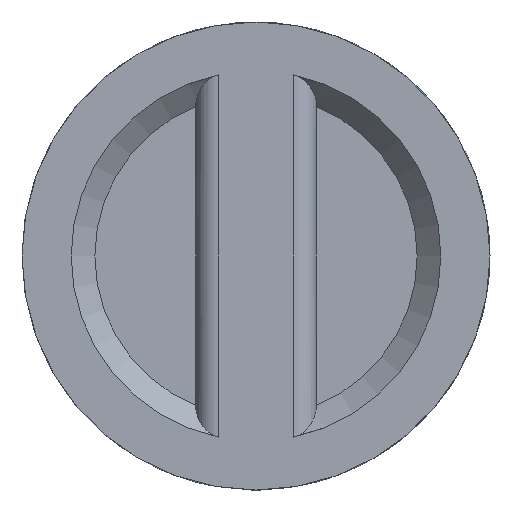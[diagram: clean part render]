
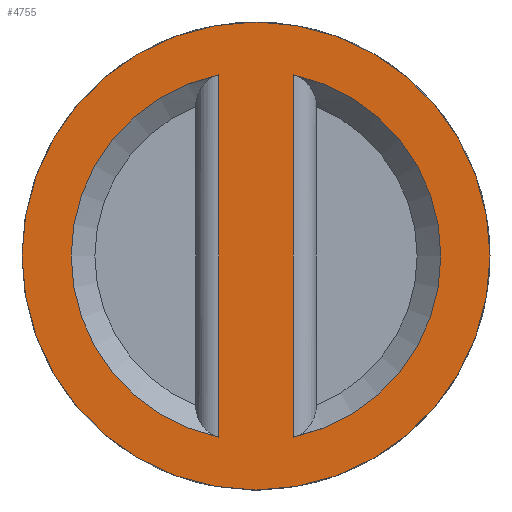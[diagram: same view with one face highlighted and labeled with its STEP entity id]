
A CAD part, left-side view. The second image highlights one B-rep face of the part: STEP entity #4755.
In plain terms, the highlighted planar face has unit normal (-1, 0, 0).
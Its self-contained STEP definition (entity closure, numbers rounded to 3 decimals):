
#4617=CARTESIAN_POINT('',(0.,-35.694,-169.278));
#4618=VERTEX_POINT('',#4617);
#4619=CARTESIAN_POINT('',(0.,-35.,-169.423));
#4620=VERTEX_POINT('',#4619);
#4621=CARTESIAN_POINT('',(0.0,0.0,0.0));
#4622=DIRECTION('',(1.0,0.0,0.0));
#4623=DIRECTION('',(0.0,1.0,0.0));
#4624=AXIS2_PLACEMENT_3D('',#4621,#4622,#4623);
#4625=CIRCLE('',#4624,173.0);
#4626=EDGE_CURVE('',#4618,#4620,#4625,.T.);
#4664=CARTESIAN_POINT('',(0.,35.,-169.423));
#4665=VERTEX_POINT('',#4664);
#4666=CARTESIAN_POINT('',(0.,35.694,-169.278));
#4667=VERTEX_POINT('',#4666);
#4668=CARTESIAN_POINT('',(0.0,0.0,0.0));
#4669=DIRECTION('',(1.0,0.0,0.0));
#4670=DIRECTION('',(0.0,1.0,0.0));
#4671=AXIS2_PLACEMENT_3D('',#4668,#4669,#4670);
#4672=CIRCLE('',#4671,173.0);
#4673=EDGE_CURVE('',#4665,#4667,#4672,.T.);
#4685=CARTESIAN_POINT('',(0.0,196.0,0.0));
#4686=DIRECTION('',(-1.0,0.0,0.0));
#4687=DIRECTION('',(0.0,0.0,1.0));
#4688=AXIS2_PLACEMENT_3D('',#4685,#4686,#4687);
#4689=PLANE('',#4688);
#4690=CARTESIAN_POINT('',(0.0,219.,0.0));
#4691=VERTEX_POINT('',#4690);
#4692=CARTESIAN_POINT('',(0.0,0.0,0.0));
#4693=DIRECTION('',(1.0,0.0,0.0));
#4694=DIRECTION('',(0.0,1.0,0.0));
#4695=AXIS2_PLACEMENT_3D('',#4692,#4693,#4694);
#4696=CIRCLE('',#4695,219.);
#4697=EDGE_CURVE('',#4691,#4691,#4696,.T.);
#4698=ORIENTED_EDGE('',*,*,#4697,.F.);
#4699=EDGE_LOOP('',(#4698));
#4700=FACE_OUTER_BOUND('',#4699,.T.);
#4701=ORIENTED_EDGE('',*,*,#4673,.T.);
#4702=CARTESIAN_POINT('',(0.0,35.694,169.278));
#4703=VERTEX_POINT('',#4702);
#4704=CARTESIAN_POINT('',(0.0,0.0,0.0));
#4705=DIRECTION('',(1.0,0.0,0.0));
#4706=DIRECTION('',(0.0,1.0,0.0));
#4707=AXIS2_PLACEMENT_3D('',#4704,#4705,#4706);
#4708=CIRCLE('',#4707,173.0);
#4709=EDGE_CURVE('',#4667,#4703,#4708,.T.);
#4710=ORIENTED_EDGE('',*,*,#4709,.T.);
#4711=CARTESIAN_POINT('',(0.,35.,169.423));
#4712=VERTEX_POINT('',#4711);
#4713=CARTESIAN_POINT('',(0.0,0.0,0.0));
#4714=DIRECTION('',(1.0,0.0,0.0));
#4715=DIRECTION('',(0.0,1.0,0.0));
#4716=AXIS2_PLACEMENT_3D('',#4713,#4714,#4715);
#4717=CIRCLE('',#4716,173.0);
#4718=EDGE_CURVE('',#4703,#4712,#4717,.T.);
#4719=ORIENTED_EDGE('',*,*,#4718,.T.);
#4720=CARTESIAN_POINT('',(0.0,35.0,-169.423));
#4721=DIRECTION('',(0.0,0.0,1.0));
#4722=VECTOR('',#4721,338.845);
#4723=LINE('',#4720,#4722);
#4724=EDGE_CURVE('',#4665,#4712,#4723,.T.);
#4725=ORIENTED_EDGE('',*,*,#4724,.F.);
#4726=EDGE_LOOP('',(#4701,#4710,#4719,#4725));
#4727=FACE_BOUND('',#4726,.T.);
#4728=CARTESIAN_POINT('',(0.,-35.,169.423));
#4729=VERTEX_POINT('',#4728);
#4730=CARTESIAN_POINT('',(0.,-35.0,-169.423));
#4731=DIRECTION('',(0.0,0.0,1.0));
#4732=VECTOR('',#4731,338.845);
#4733=LINE('',#4730,#4732);
#4734=EDGE_CURVE('',#4620,#4729,#4733,.T.);
#4735=ORIENTED_EDGE('',*,*,#4734,.T.);
#4736=CARTESIAN_POINT('',(0.0,-35.694,169.278));
#4737=VERTEX_POINT('',#4736);
#4738=CARTESIAN_POINT('',(0.0,0.0,0.0));
#4739=DIRECTION('',(1.0,0.0,0.0));
#4740=DIRECTION('',(0.0,1.0,0.0));
#4741=AXIS2_PLACEMENT_3D('',#4738,#4739,#4740);
#4742=CIRCLE('',#4741,173.0);
#4743=EDGE_CURVE('',#4729,#4737,#4742,.T.);
#4744=ORIENTED_EDGE('',*,*,#4743,.T.);
#4745=CARTESIAN_POINT('',(0.0,0.0,0.0));
#4746=DIRECTION('',(1.0,0.0,0.0));
#4747=DIRECTION('',(0.0,1.0,0.0));
#4748=AXIS2_PLACEMENT_3D('',#4745,#4746,#4747);
#4749=CIRCLE('',#4748,173.0);
#4750=EDGE_CURVE('',#4737,#4618,#4749,.T.);
#4751=ORIENTED_EDGE('',*,*,#4750,.T.);
#4752=ORIENTED_EDGE('',*,*,#4626,.T.);
#4753=EDGE_LOOP('',(#4735,#4744,#4751,#4752));
#4754=FACE_BOUND('',#4753,.T.);
#4755=ADVANCED_FACE('',(#4700,#4727,#4754),#4689,.T.);
